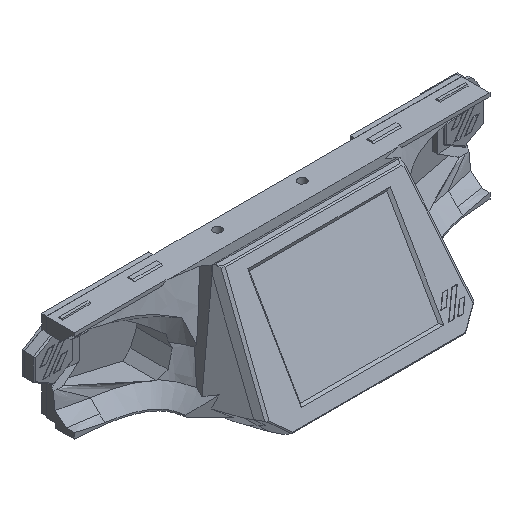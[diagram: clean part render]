
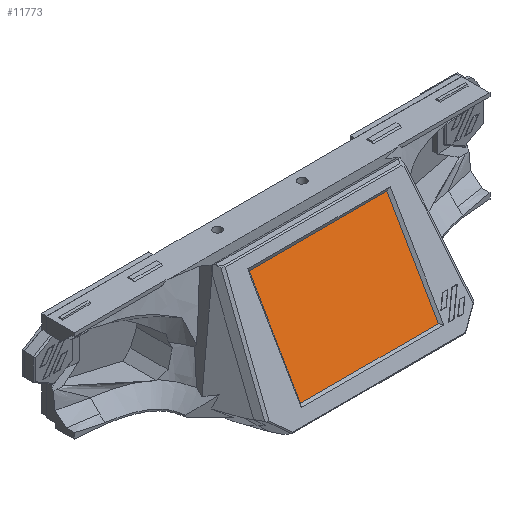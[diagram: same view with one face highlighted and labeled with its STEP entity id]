
A CAD part, isometric view. The second image highlights one B-rep face of the part: STEP entity #11773.
In plain terms, the highlighted face is planar.
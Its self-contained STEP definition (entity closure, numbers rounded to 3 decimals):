
#476=PLANE('',#12529);
#1008=FACE_OUTER_BOUND('',#1658,.T.);
#1658=EDGE_LOOP('',(#8327,#8328,#8329,#8330,#8331,#8332,#8333,#8334));
#2364=LINE('',#16386,#3759);
#2368=LINE('',#16398,#3763);
#2372=LINE('',#16410,#3767);
#2376=LINE('',#16422,#3771);
#3759=VECTOR('',#13422,10.);
#3763=VECTOR('',#13434,10.);
#3767=VECTOR('',#13446,10.);
#3771=VECTOR('',#13458,10.);
#5113=CIRCLE('',#12516,3.5);
#5115=CIRCLE('',#12520,3.5);
#5117=CIRCLE('',#12524,3.5);
#5119=CIRCLE('',#12528,3.5);
#5279=VERTEX_POINT('',#16383);
#5280=VERTEX_POINT('',#16385);
#5282=VERTEX_POINT('',#16391);
#5284=VERTEX_POINT('',#16397);
#5286=VERTEX_POINT('',#16403);
#5288=VERTEX_POINT('',#16409);
#5290=VERTEX_POINT('',#16415);
#5292=VERTEX_POINT('',#16421);
#6474=EDGE_CURVE('',#5280,#5279,#2364,.T.);
#6477=EDGE_CURVE('',#5282,#5280,#5113,.T.);
#6480=EDGE_CURVE('',#5284,#5282,#2368,.T.);
#6483=EDGE_CURVE('',#5286,#5284,#5115,.T.);
#6486=EDGE_CURVE('',#5288,#5286,#2372,.T.);
#6489=EDGE_CURVE('',#5290,#5288,#5117,.T.);
#6492=EDGE_CURVE('',#5292,#5290,#2376,.T.);
#6495=EDGE_CURVE('',#5279,#5292,#5119,.T.);
#8327=ORIENTED_EDGE('',*,*,#6495,.T.);
#8328=ORIENTED_EDGE('',*,*,#6492,.T.);
#8329=ORIENTED_EDGE('',*,*,#6489,.T.);
#8330=ORIENTED_EDGE('',*,*,#6486,.T.);
#8331=ORIENTED_EDGE('',*,*,#6483,.T.);
#8332=ORIENTED_EDGE('',*,*,#6480,.T.);
#8333=ORIENTED_EDGE('',*,*,#6477,.T.);
#8334=ORIENTED_EDGE('',*,*,#6474,.T.);
#11773=ADVANCED_FACE('',(#1008),#476,.T.);
#12516=AXIS2_PLACEMENT_3D('',#16392,#13428,#13429);
#12520=AXIS2_PLACEMENT_3D('',#16404,#13440,#13441);
#12524=AXIS2_PLACEMENT_3D('',#16416,#13452,#13453);
#12528=AXIS2_PLACEMENT_3D('',#16426,#13464,#13465);
#12529=AXIS2_PLACEMENT_3D('',#16427,#13466,#13467);
#13422=DIRECTION('',(0.,-1.,0.));
#13428=DIRECTION('center_axis',(0.,0.,
1.));
#13429=DIRECTION('ref_axis',(0.,1.,0.));
#13434=DIRECTION('',(-1.,0.,0.));
#13440=DIRECTION('center_axis',(0.,0.,
1.));
#13441=DIRECTION('ref_axis',(1.,0.,0.));
#13446=DIRECTION('',(0.,1.,0.));
#13452=DIRECTION('center_axis',(0.,0.,
1.));
#13453=DIRECTION('ref_axis',(0.,-1.,0.));
#13458=DIRECTION('',(1.,0.,0.));
#13464=DIRECTION('center_axis',(0.,0.,
1.));
#13465=DIRECTION('ref_axis',(-1.,0.,0.));
#13466=DIRECTION('center_axis',(0.,0.,
1.));
#13467=DIRECTION('ref_axis',(1.,0.,0.));
#16383=CARTESIAN_POINT('',(0.,3.5,5.2));
#16385=CARTESIAN_POINT('',(0.,67.8,5.2));
#16386=CARTESIAN_POINT('',(0.,67.8,5.2));
#16391=CARTESIAN_POINT('',(3.5,71.3,5.2));
#16392=CARTESIAN_POINT('Origin',(3.5,67.8,5.2));
#16397=CARTESIAN_POINT('',(49.4,71.3,5.2));
#16398=CARTESIAN_POINT('',(49.4,71.3,5.2));
#16403=CARTESIAN_POINT('',(52.9,67.8,5.2));
#16404=CARTESIAN_POINT('Origin',(49.4,67.8,5.2));
#16409=CARTESIAN_POINT('',(52.9,3.5,5.2));
#16410=CARTESIAN_POINT('',(52.9,3.5,5.2));
#16415=CARTESIAN_POINT('',(49.4,0.,5.2));
#16416=CARTESIAN_POINT('Origin',(49.4,3.5,5.2));
#16421=CARTESIAN_POINT('',(3.5,0.,5.2));
#16422=CARTESIAN_POINT('',(3.5,0.,5.2));
#16426=CARTESIAN_POINT('Origin',(3.5,3.5,5.2));
#16427=CARTESIAN_POINT('Origin',(26.45,35.65,5.2));
